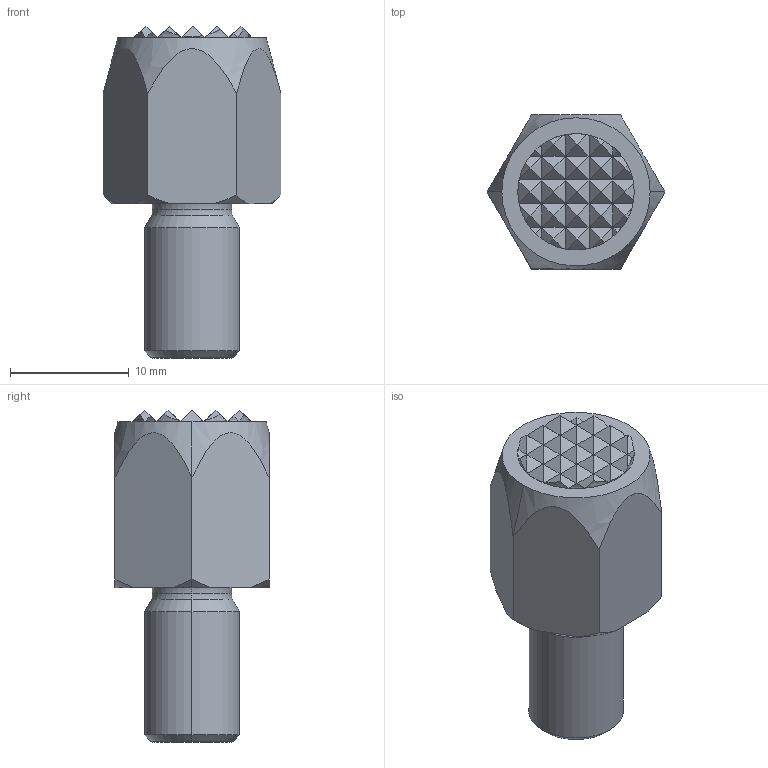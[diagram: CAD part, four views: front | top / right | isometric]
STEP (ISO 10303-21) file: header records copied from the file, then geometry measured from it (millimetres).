
FILE_DESCRIPTION(('STEP AP214'),'1');
FILE_NAME(' ',' ',('TraceParts'),('TraceParts S.A.'),'XStep 1.0',' ',' ');
FILE_SCHEMA(('automotive_design'));
Length unit declared in the file: millimetre
Products named in the file (1): 1
Bounding box: 15 x 12.99 x 28 mm (x, y, z)
Volume: 2666.1 mm3; surface area: 1255.8 mm2
Topology: 1 solids, 1 shells, 162 faces, 348 edges, 190 vertices
Faces by surface type: plane 122, cylinder 20, cone 16, torus 4
Entity records: 8209 total; most frequent: DIRECTION 749, CARTESIAN_POINT 737, STYLED_ITEM 701, PRESENTATION_STYLE_ASSIGNMENT 701, COLOUR_RGB 701, ORIENTED_EDGE 696, EDGE_CURVE 348, CURVE_STYLE 348
